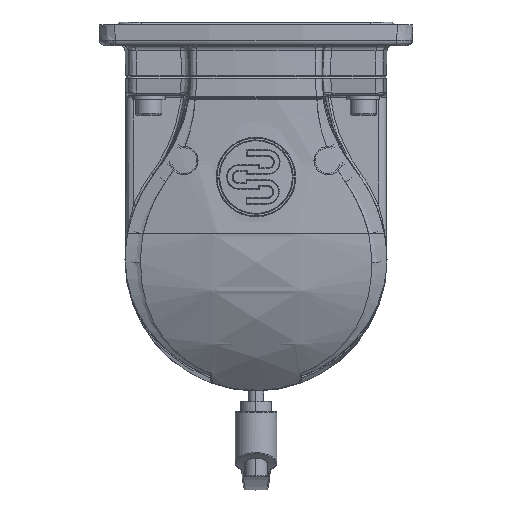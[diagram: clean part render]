
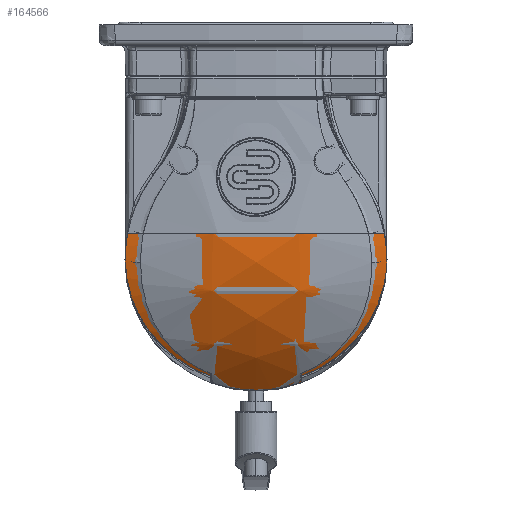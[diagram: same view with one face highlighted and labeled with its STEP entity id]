
A CAD part, front view. The second image highlights one B-rep face of the part: STEP entity #164566.
In plain terms, the highlighted free-form (B-spline) face has degree [3, 3] with [4, 4] control points.
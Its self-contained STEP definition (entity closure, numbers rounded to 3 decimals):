
#164326=CARTESIAN_POINT('',(10.,-106.,0.));
#164327=DIRECTION('',(1.,0.,0.));
#164328=DIRECTION('',(0.,0.969,-0.245));
#164329=AXIS2_PLACEMENT_3D('',#164326,#164327,#164328);
#164406=CARTESIAN_POINT('',(10.,87.885,-49.078));
#164407=CARTESIAN_POINT('',(8.908,87.833,
-49.281));
#164408=CARTESIAN_POINT('',(6.712,87.7,
-49.621));
#164409=CARTESIAN_POINT('',(3.369,87.405,
-49.93));
#164410=CARTESIAN_POINT('',(1.126,87.142,
-49.999));
#164411=CARTESIAN_POINT('',(0.,86.994,-50.));
#164416=CARTESIAN_POINT('',(0.,86.994,-50.));
#164417=CARTESIAN_POINT('',(-1.982,86.733,
-50.001));
#164418=CARTESIAN_POINT('',(-5.945,86.124,
-49.736));
#164419=CARTESIAN_POINT('',(-11.953,84.922,
-48.503));
#164420=CARTESIAN_POINT('',(-17.873,83.447,
-46.413));
#164421=CARTESIAN_POINT('',(-23.639,81.718,
-43.435));
#164422=CARTESIAN_POINT('',(-29.109,79.789,
-39.563));
#164423=CARTESIAN_POINT('',(-34.078,77.771,
-34.888));
#164424=CARTESIAN_POINT('',(-38.407,75.789,
-29.517));
#164425=CARTESIAN_POINT('',(-41.951,73.996,
-23.624));
#164426=CARTESIAN_POINT('',(-43.712,73.033,
-19.571));
#164427=CARTESIAN_POINT('',(-44.461,72.614,-17.5));
#164432=CARTESIAN_POINT('',(10.,11.,-17.5));
#164433=DIRECTION('',(0.,0.,1.));
#164434=DIRECTION('',(-0.662,0.749,0.));
#164435=AXIS2_PLACEMENT_3D('',#164432,#164433,#164434);
#164440=CARTESIAN_POINT('',(-46.837,70.429,-17.5));
#164441=CARTESIAN_POINT('',(-47.582,69.958,
-15.506));
#164442=CARTESIAN_POINT('',(-48.776,69.179,
-11.537));
#164443=CARTESIAN_POINT('',(-49.786,68.497,
-5.7));
#164444=CARTESIAN_POINT('',(-50.107,68.276,
0.003));
#164445=CARTESIAN_POINT('',(-49.786,68.497,
5.704));
#164446=CARTESIAN_POINT('',(-48.776,69.18,
11.539));
#164447=CARTESIAN_POINT('',(-47.582,69.959,
15.507));
#164448=CARTESIAN_POINT('',(-46.837,70.429,17.5));
#164453=CARTESIAN_POINT('',(10.,11.,17.5));
#164454=DIRECTION('',(0.,0.,-1.));
#164455=DIRECTION('',(-0.691,0.723,0.));
#164456=AXIS2_PLACEMENT_3D('',#164453,#164454,#164455);
#164461=CARTESIAN_POINT('',(-44.461,72.614,17.5));
#164462=CARTESIAN_POINT('',(-43.712,73.033,
19.571));
#164463=CARTESIAN_POINT('',(-41.951,73.996,
23.624));
#164464=CARTESIAN_POINT('',(-38.408,75.789,
29.515));
#164465=CARTESIAN_POINT('',(-34.076,77.772,
34.89));
#164466=CARTESIAN_POINT('',(-29.102,79.791,
39.568));
#164467=CARTESIAN_POINT('',(-23.636,81.719,
43.436));
#164468=CARTESIAN_POINT('',(-17.873,83.447,
46.414));
#164469=CARTESIAN_POINT('',(-11.952,84.922,
48.503));
#164470=CARTESIAN_POINT('',(-5.945,86.124,
49.736));
#164471=CARTESIAN_POINT('',(-1.982,86.733,
50.001));
#164472=CARTESIAN_POINT('',(0.,86.994,50.));
#164477=CARTESIAN_POINT('',(0.,86.994,50.));
#164478=CARTESIAN_POINT('',(1.126,87.142,
49.999));
#164479=CARTESIAN_POINT('',(3.369,87.405,
49.93));
#164480=CARTESIAN_POINT('',(6.712,87.7,
49.621));
#164481=CARTESIAN_POINT('',(8.908,87.833,
49.281));
#164482=CARTESIAN_POINT('',(10.,87.885,49.078));
#164493=VERTEX_POINT('',#164461);
#164494=VERTEX_POINT('',#164472);
#164495=VERTEX_POINT('',#164416);
#164496=VERTEX_POINT('',#164427);
#164497=CARTESIAN_POINT('',(-46.837,70.429,17.5));
#164498=VERTEX_POINT('',#164497);
#164499=CARTESIAN_POINT('',(-46.837,70.429,-17.5));
#164500=VERTEX_POINT('',#164499);
#164501=CARTESIAN_POINT('',(10.,87.885,-49.078));
#164502=CARTESIAN_POINT('',(10.,87.885,49.078));
#164503=VERTEX_POINT('',#164501);
#164504=VERTEX_POINT('',#164502);
#164532=CARTESIAN_POINT('',(11.23,87.124,
-51.955));
#164533=CARTESIAN_POINT('',(11.379,96.331,
-17.724));
#164534=CARTESIAN_POINT('',(11.379,96.331,
17.724));
#164535=CARTESIAN_POINT('',(11.23,87.124,
51.955));
#164536=CARTESIAN_POINT('',(-10.744,87.479,
-51.955));
#164537=CARTESIAN_POINT('',(-13.253,96.729,
-17.724));
#164538=CARTESIAN_POINT('',(-13.253,96.729,
17.724));
#164539=CARTESIAN_POINT('',(-10.744,87.479,
51.955));
#164540=CARTESIAN_POINT('',(-30.953,78.84,
-51.955));
#164541=CARTESIAN_POINT('',(-35.906,87.045,
-17.724));
#164542=CARTESIAN_POINT('',(-35.906,87.045,
17.724));
#164543=CARTESIAN_POINT('',(-30.953,78.84,
51.955));
#164544=CARTESIAN_POINT('',(-45.879,62.709,
-51.955));
#164545=CARTESIAN_POINT('',(-52.638,68.964,
-17.724));
#164546=CARTESIAN_POINT('',(-52.638,68.964,
17.724));
#164547=CARTESIAN_POINT('',(-45.879,62.709,
51.955));
#164548=(BOUNDED_SURFACE()B_SPLINE_SURFACE(3,3,((#164532,#164533,#164534,
#164535),(#164536,#164537,#164538,#164539),(#164540,#164541,#164542,#164543),(
#164544,#164545,#164546,#164547)),.UNSPECIFIED.,.F.,.F.,.F.)B_SPLINE_SURFACE_WITH_KNOTS((4,4),(4,4),(0.,1.),(0.,1.),.UNSPECIFIED.)GEOMETRIC_REPRESENTATION_ITEM()RATIONAL_B_SPLINE_SURFACE(((1.064,1.039,
1.039,1.064),(1.002,0.979,
0.979,1.002),(1.002,0.979,
0.979,1.002),(1.064,1.039,
1.039,1.064)))REPRESENTATION_ITEM('')SURFACE());
#164549=ORIENTED_EDGE('',*,*,#164510,.F.);
#164551=ORIENTED_EDGE('',*,*,#164550,.T.);
#164553=ORIENTED_EDGE('',*,*,#164552,.T.);
#164555=ORIENTED_EDGE('',*,*,#164554,.T.);
#164557=ORIENTED_EDGE('',*,*,#164556,.T.);
#164559=ORIENTED_EDGE('',*,*,#164558,.T.);
#164561=ORIENTED_EDGE('',*,*,#164560,.T.);
#164563=ORIENTED_EDGE('',*,*,#164562,.T.);
#164564=EDGE_LOOP('',(#164549,#164551,#164553,#164555,#164557,#164559,#164561,
#164563));
#164565=FACE_OUTER_BOUND('',#164564,.F.);
#164330=CIRCLE('',#164329,200.);
#164412=B_SPLINE_CURVE_WITH_KNOTS('',3,(#164406,#164407,#164408,#164409,#164410,
#164411),.UNSPECIFIED.,.F.,.F.,(4,1,1,4),(0.,0.333,
0.667,1.),.UNSPECIFIED.);
#164428=B_SPLINE_CURVE_WITH_KNOTS('',3,(#164416,#164417,#164418,#164419,#164420,
#164421,#164422,#164423,#164424,#164425,#164426,#164427),.UNSPECIFIED.,.F.,.F.,(
4,1,1,1,1,1,1,1,1,4),(0.,0.111,0.222,
0.333,0.444,0.556,0.667,
0.778,0.889,1.),.UNSPECIFIED.);
#164436=CIRCLE('',#164435,82.233);
#164449=B_SPLINE_CURVE_WITH_KNOTS('',3,(#164440,#164441,#164442,#164443,#164444,
#164445,#164446,#164447,#164448),.UNSPECIFIED.,.F.,.F.,(4,1,1,1,1,1,4),(0.,
0.167,0.333,0.5,0.667,0.833,
1.),.UNSPECIFIED.);
#164457=CIRCLE('',#164456,82.233);
#164473=B_SPLINE_CURVE_WITH_KNOTS('',3,(#164461,#164462,#164463,#164464,#164465,
#164466,#164467,#164468,#164469,#164470,#164471,#164472),.UNSPECIFIED.,.F.,.F.,(
4,1,1,1,1,1,1,1,1,4),(0.,0.111,0.222,
0.333,0.444,0.556,0.667,
0.778,0.889,1.),.UNSPECIFIED.);
#164483=B_SPLINE_CURVE_WITH_KNOTS('',3,(#164477,#164478,#164479,#164480,#164481,
#164482),.UNSPECIFIED.,.F.,.F.,(4,1,1,4),(0.,0.333,
0.667,1.),.UNSPECIFIED.);
#164510=EDGE_CURVE('',#164503,#164504,#164330,.T.);
#164550=EDGE_CURVE('',#164503,#164495,#164412,.T.);
#164552=EDGE_CURVE('',#164495,#164496,#164428,.T.);
#164554=EDGE_CURVE('',#164496,#164500,#164436,.T.);
#164556=EDGE_CURVE('',#164500,#164498,#164449,.T.);
#164558=EDGE_CURVE('',#164498,#164493,#164457,.T.);
#164560=EDGE_CURVE('',#164493,#164494,#164473,.T.);
#164562=EDGE_CURVE('',#164494,#164504,#164483,.T.);
#164566=ADVANCED_FACE('',(#164565),#164548,.F.);
